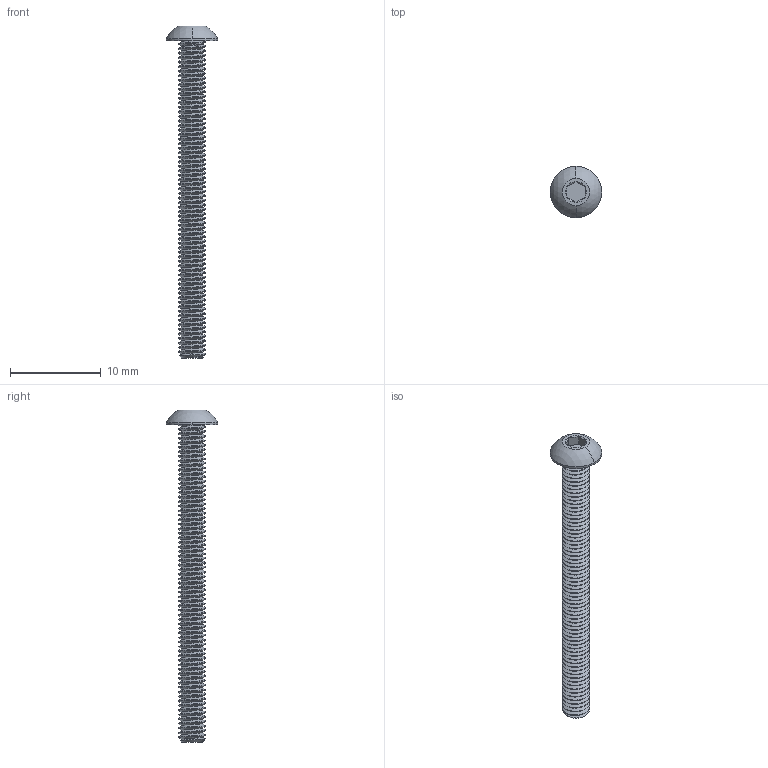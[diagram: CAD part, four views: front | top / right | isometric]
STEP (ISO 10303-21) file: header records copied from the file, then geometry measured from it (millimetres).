
FILE_DESCRIPTION (( 'STEP AP203' ), '1' );
FILE_NAME ('92095A201.step', '2014-02-26T19:57:36', ( '' ), ( '' ), 'SwSTEP 2.0', 'SolidWorks 2012', '' );
FILE_SCHEMA (( 'CONFIG_CONTROL_DESIGN' ));
Length unit declared in the file: millimetre
Products named in the file (1): 92095A201
Bounding box: 5.7 x 5.7 x 36.65 mm (x, y, z)
Volume: 224.4 mm3; surface area: 585 mm2
Topology: 1 solids, 1 shells, 166 faces, 474 edges, 312 vertices
Faces by surface type: cylinder 141, cone 10, plane 10, bspline 3, sphere 2
Entity records: 13090 total; most frequent: CARTESIAN_POINT 9549, ORIENTED_EDGE 948, DIRECTION 526, EDGE_CURVE 474, VERTEX_POINT 312, AXIS2_PLACEMENT_3D 185, EDGE_LOOP 168, ADVANCED_FACE 166
